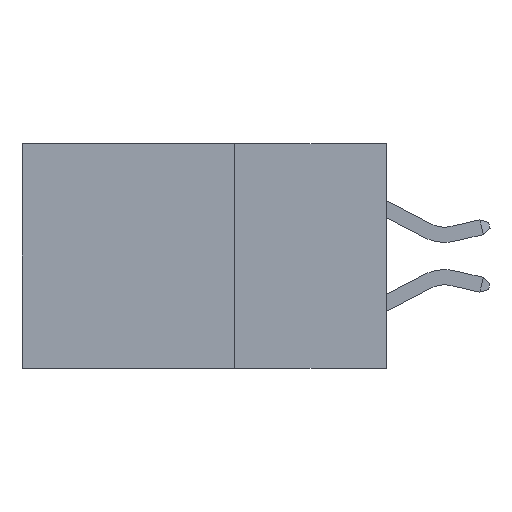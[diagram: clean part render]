
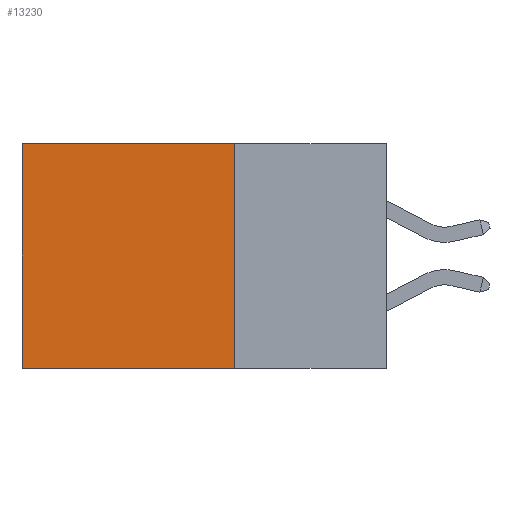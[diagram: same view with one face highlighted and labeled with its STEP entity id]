
A CAD part, left-side view. The second image highlights one B-rep face of the part: STEP entity #13230.
In plain terms, the highlighted planar face has unit normal (-1, 0, 0).
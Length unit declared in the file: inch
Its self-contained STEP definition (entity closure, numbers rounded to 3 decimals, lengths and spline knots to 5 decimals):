
#86 = LINE ( 'NONE', #29226, #3392 ) ;
#3151 = DIRECTION ( 'NONE',  ( 0., 0., -1. ) ) ;
#3392 = VECTOR ( 'NONE', #13538, 39.37008 ) ;
#4212 = VERTEX_POINT ( 'NONE', #16968 ) ;
#4322 = VECTOR ( 'NONE', #25186, 39.37008 ) ;
#4722 = FACE_OUTER_BOUND ( 'NONE', #10821, .T. ) ;
#4891 = EDGE_CURVE ( 'NONE', #33758, #12342, #25193, .T. ) ;
#5054 = ORIENTED_EDGE ( 'NONE', *, *, #19711, .F. ) ;
#8331 = DIRECTION ( 'NONE',  ( 0., 1., 0. ) ) ;
#8424 = CARTESIAN_POINT ( 'NONE',  ( 0.298, 0.25, 0. ) ) ;
#10812 = ORIENTED_EDGE ( 'NONE', *, *, #30645, .T. ) ;
#10821 = EDGE_LOOP ( 'NONE', ( #10812, #5054, #24742, #18538 ) ) ;
#11305 = PLANE ( 'NONE',  #17766 ) ;
#11460 = CARTESIAN_POINT ( 'NONE',  ( 0.298, 0.25, 0. ) ) ;
#12222 = CARTESIAN_POINT ( 'NONE',  ( 0.298, 0.6, 0. ) ) ;
#12342 = VERTEX_POINT ( 'NONE', #12222 ) ;
#13230 = ADVANCED_FACE ( 'NONE', ( #4722 ), #11305, .F. ) ;
#13538 = DIRECTION ( 'NONE',  ( 0., 0., -1. ) ) ;
#14951 = LINE ( 'NONE', #18542, #18232 ) ;
#16706 = DIRECTION ( 'NONE',  ( 0., 0., -1. ) ) ;
#16867 = LINE ( 'NONE', #27097, #23377 ) ;
#16968 = CARTESIAN_POINT ( 'NONE',  ( 0.298, 0.25, -0.37 ) ) ;
#17051 = VERTEX_POINT ( 'NONE', #28990 ) ;
#17766 = AXIS2_PLACEMENT_3D ( 'NONE', #8424, #18848, #3151 ) ;
#18023 = EDGE_CURVE ( 'NONE', #33758, #4212, #86, .T. ) ;
#18232 = VECTOR ( 'NONE', #8331, 39.37008 ) ;
#18538 = ORIENTED_EDGE ( 'NONE', *, *, #4891, .T. ) ;
#18542 = CARTESIAN_POINT ( 'NONE',  ( 0.298, 0.25, -0.37 ) ) ;
#18848 = DIRECTION ( 'NONE',  ( 1., 0., 0. ) ) ;
#19711 = EDGE_CURVE ( 'NONE', #4212, #17051, #14951, .T. ) ;
#23377 = VECTOR ( 'NONE', #16706, 39.37008 ) ;
#24742 = ORIENTED_EDGE ( 'NONE', *, *, #18023, .F. ) ;
#25186 = DIRECTION ( 'NONE',  ( 0., 1., 0. ) ) ;
#25193 = LINE ( 'NONE', #30277, #4322 ) ;
#27097 = CARTESIAN_POINT ( 'NONE',  ( 0.298, 0.6, 0. ) ) ;
#28990 = CARTESIAN_POINT ( 'NONE',  ( 0.298, 0.6, -0.37 ) ) ;
#29226 = CARTESIAN_POINT ( 'NONE',  ( 0.298, 0.25, 0. ) ) ;
#30277 = CARTESIAN_POINT ( 'NONE',  ( 0.298, 0.25, 0. ) ) ;
#30645 = EDGE_CURVE ( 'NONE', #12342, #17051, #16867, .T. ) ;
#33758 = VERTEX_POINT ( 'NONE', #11460 ) ;
